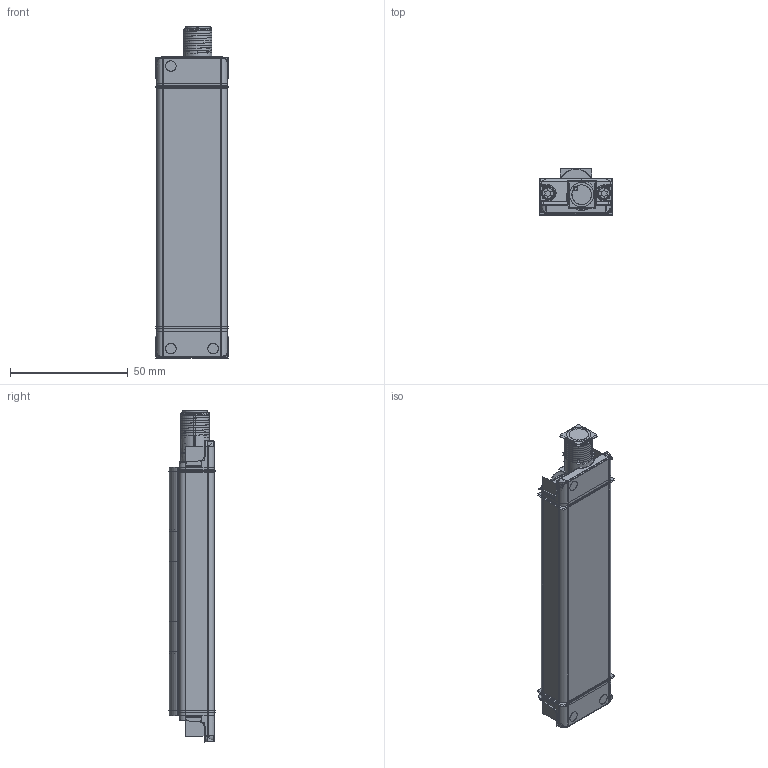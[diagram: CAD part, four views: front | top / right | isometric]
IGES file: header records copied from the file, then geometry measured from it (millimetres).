
Start section:  PTC IGES file: 147727.igs
Global section: file name: 147727.igs; native system: Creo Parametric by PTC Inc.; preprocessor: 2016260; author: PDMAdmin; organization: Unknown; date: 20161222.143205; units: millimetre
Bounding box: 31.17 x 19.58 x 141.21 mm (x, y, z)
Volume: 29177.3 mm3; surface area: 182861.3 mm2
Topology: 22 solids, 27 shells, 1522 faces, 7613 edges, 9629 vertices
Faces by surface type: revolution 776, bspline 746
